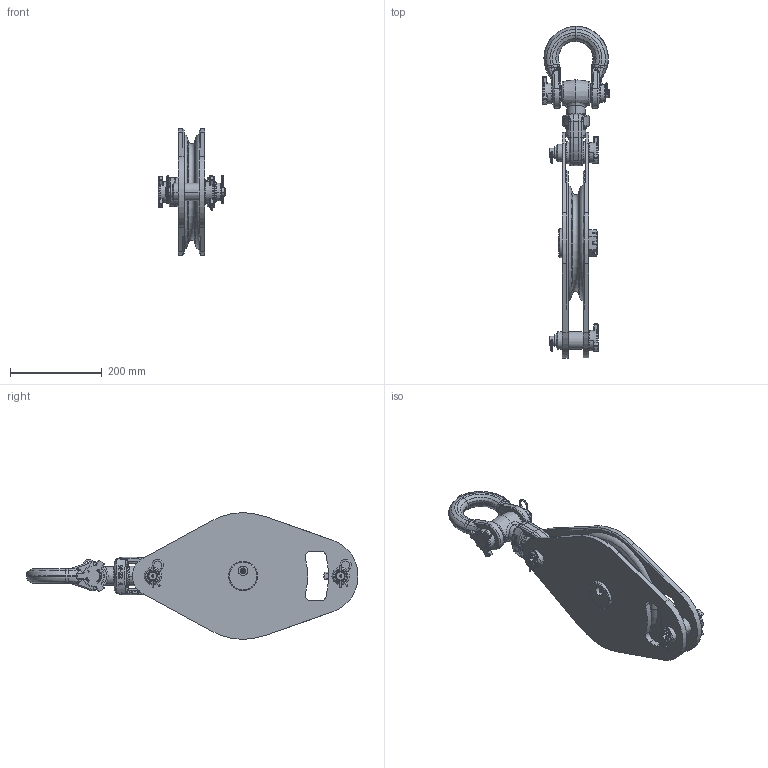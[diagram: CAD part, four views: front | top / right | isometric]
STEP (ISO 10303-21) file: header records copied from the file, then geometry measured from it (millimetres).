
FILE_DESCRIPTION((''),'2;1');
FILE_NAME('MCKISSICK_M-491_10_2020806','2013-12-23T',('alan doughty'),('The Crosby Group LLC'),'PRO/ENGINEER BY PARAMETRIC TECHNOLOGY CORPORATION, 2013040','PRO/ENGINEER BY PARAMETRIC TECHNOLOGY CORPORATION, 2013040','');
FILE_SCHEMA(('AUTOMOTIVE_DESIGN { 1 0 10303 214 1 1 1 1 }'));
Products named in the file (1): MCKISSICK_M-491_10_2020806
Bounding box: 146.13 x 724.03 x 276.35 mm (x, y, z)
Volume: 3717271.9 mm3; surface area: 808346.4 mm2
Topology: 8 solids, 28 shells, 3537 faces, 9545 edges, 6036 vertices
Faces by surface type: plane 1576, bspline 873, cone 490, cylinder 369, torus 189, sphere 40
Entity records: 205242 total; most frequent: CARTESIAN_POINT 94638, ORIENTED_EDGE 18878, DIRECTION 13972, PRESENTATION_STYLE_ASSIGNMENT 9478, STYLED_ITEM 9478, CURVE_STYLE 9461, EDGE_CURVE 9461, VERTEX_POINT 6036
